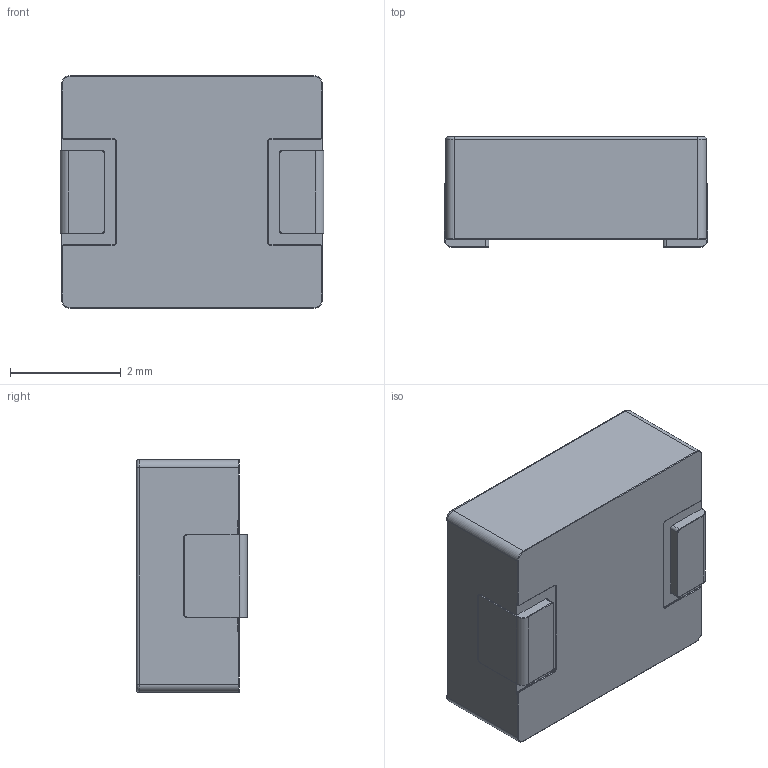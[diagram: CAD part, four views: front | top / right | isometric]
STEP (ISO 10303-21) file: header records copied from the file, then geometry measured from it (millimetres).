
FILE_DESCRIPTION (( 'STEP AP214' ), '1' );
FILE_NAME ('COILMX MS0420-4R7M.STEP', '2020-03-09T13:04:30', ( '' ), ( '' ), 'SwSTEP 2.0', 'SolidWorks 2020', '' );
FILE_SCHEMA (( 'AUTOMOTIVE_DESIGN' ));
Length unit declared in the file: millimetre
Products named in the file (1): COILMX MS0420-4R7M
Bounding box: 4.75 x 2 x 4.2 mm (x, y, z)
Volume: 36.7 mm3; surface area: 75.4 mm2
Topology: 1 solids, 1 shells, 185 faces, 443 edges, 266 vertices
Faces by surface type: plane 70, cylinder 70, torus 40, bspline 5
Entity records: 6301 total; most frequent: CARTESIAN_POINT 1228, DIRECTION 971, ORIENTED_EDGE 886, EDGE_CURVE 443, AXIS2_PLACEMENT_3D 357, VERTEX_POINT 266, LINE 257, VECTOR 257
